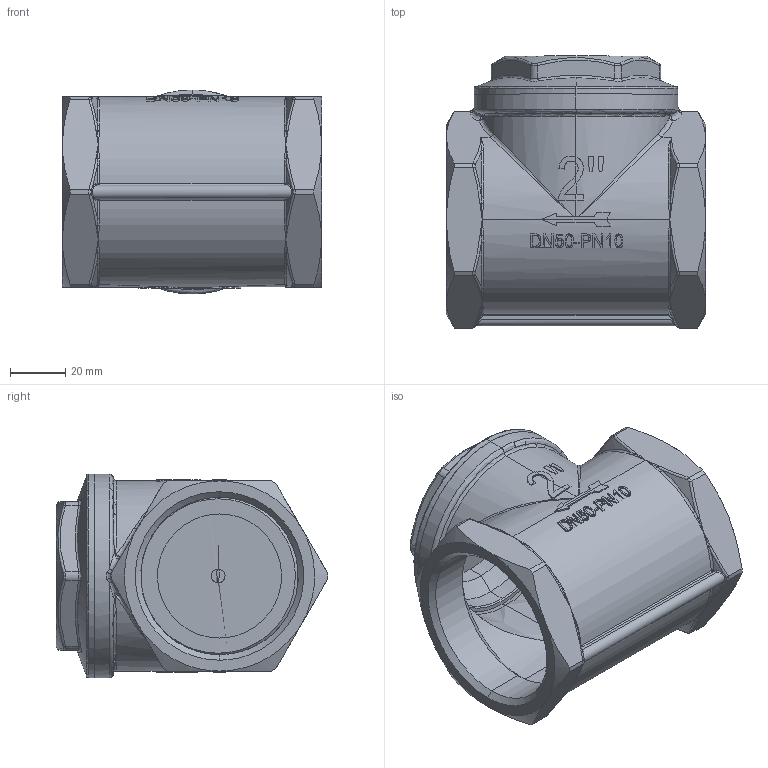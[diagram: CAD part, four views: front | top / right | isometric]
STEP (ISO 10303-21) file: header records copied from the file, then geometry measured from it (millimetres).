
FILE_DESCRIPTION (( 'STEP AP214' ), '1' );
FILE_NAME ('IT-SWING13009N.STEP', '2018-09-24T08:36:44', ( '' ), ( '' ), 'SwSTEP 2.0', 'SolidWorks 2018', '' );
FILE_SCHEMA (( 'AUTOMOTIVE_DESIGN' ));
Length unit declared in the file: millimetre
Products named in the file (1): IT-SWING13009N
Bounding box: 94 x 98.64 x 74 mm (x, y, z)
Surface area: 59214.8 mm2 (no closed solid volume)
Topology: 0 solids, 4 shells, 614 faces, 1592 edges, 960 vertices
Faces by surface type: bspline 215, plane 210, cylinder 99, cone 56, torus 32, sphere 2
Entity records: 34005 total; most frequent: CARTESIAN_POINT 23401, ORIENTED_EDGE 3041, EDGE_CURVE 1540, B_SPLINE_CURVE_WITH_KNOTS 1443, VERTEX_POINT 960, DIRECTION 802, EDGE_LOOP 653, FACE_OUTER_BOUND 614
